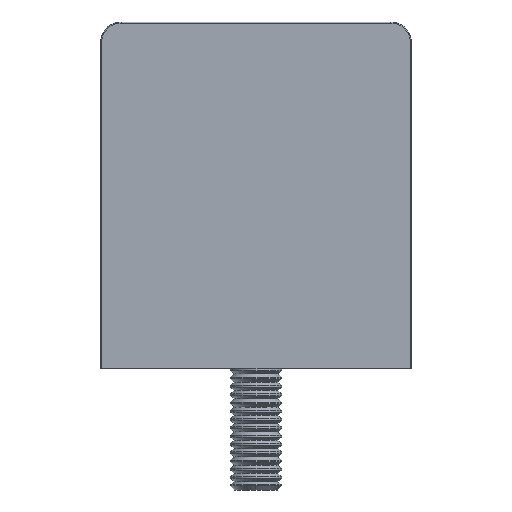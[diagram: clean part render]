
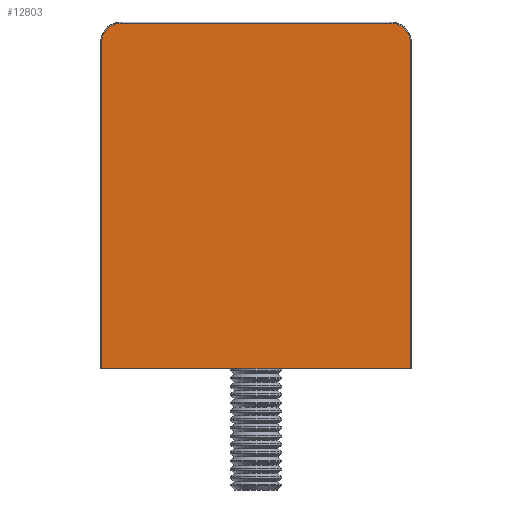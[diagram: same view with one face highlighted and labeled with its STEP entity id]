
A CAD part, left-side view. The second image highlights one B-rep face of the part: STEP entity #12803.
In plain terms, the highlighted planar face has unit normal (-1, 0, 0).
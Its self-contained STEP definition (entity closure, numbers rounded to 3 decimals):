
#514 = CARTESIAN_POINT ( 'NONE',  ( 0., -13., 29.9 ) ) ;
#2687 = LINE ( 'NONE', #31725, #33304 ) ;
#2818 = LINE ( 'NONE', #28532, #4893 ) ;
#3319 = DIRECTION ( 'NONE',  ( -1., 0., 0. ) ) ;
#3681 = DIRECTION ( 'NONE',  ( -1., 0., 0. ) ) ;
#4893 = VECTOR ( 'NONE', #33997, 1000. ) ;
#5194 = VERTEX_POINT ( 'NONE', #26924 ) ;
#5404 = VECTOR ( 'NONE', #20333, 1000. ) ;
#5489 = AXIS2_PLACEMENT_3D ( 'NONE', #30328, #22745, #9161 ) ;
#5976 = AXIS2_PLACEMENT_3D ( 'NONE', #30150, #3319, #32720 ) ;
#6393 = DIRECTION ( 'NONE',  ( 0., 1., 0. ) ) ;
#6572 = EDGE_CURVE ( 'NONE', #5194, #29426, #19004, .T. ) ;
#9161 = DIRECTION ( 'NONE',  ( 0., 0., 1. ) ) ;
#10189 = ORIENTED_EDGE ( 'NONE', *, *, #23213, .F. ) ;
#10452 = CIRCLE ( 'NONE', #29144, 1.9 ) ;
#11974 = FACE_OUTER_BOUND ( 'NONE', #26880, .T. ) ;
#12803 = ADVANCED_FACE ( 'NONE', ( #11974 ), #27658, .T. ) ;
#13411 = LINE ( 'NONE', #25579, #5404 ) ;
#14190 = VECTOR ( 'NONE', #6393, 1000. ) ;
#15829 = VERTEX_POINT ( 'NONE', #514 ) ;
#17590 = ORIENTED_EDGE ( 'NONE', *, *, #21368, .T. ) ;
#18324 = EDGE_CURVE ( 'NONE', #27570, #15829, #10452, .T. ) ;
#18482 = ORIENTED_EDGE ( 'NONE', *, *, #18324, .T. ) ;
#18557 = ORIENTED_EDGE ( 'NONE', *, *, #25562, .T. ) ;
#19004 = CIRCLE ( 'NONE', #5976, 1.9 ) ;
#20333 = DIRECTION ( 'NONE',  ( 0., 0., -1. ) ) ;
#21368 = EDGE_CURVE ( 'NONE', #15829, #5194, #32131, .T. ) ;
#21477 = DIRECTION ( 'NONE',  ( 0., 1., 0. ) ) ;
#22005 = CARTESIAN_POINT ( 'NONE',  ( 0., -13., 28. ) ) ;
#22745 = DIRECTION ( 'NONE',  ( -1., 0., 0. ) ) ;
#23094 = ORIENTED_EDGE ( 'NONE', *, *, #33423, .T. ) ;
#23213 = EDGE_CURVE ( 'NONE', #27668, #33886, #2687, .T. ) ;
#24487 = CARTESIAN_POINT ( 'NONE',  ( 0., 14.9, 28. ) ) ;
#24694 = CARTESIAN_POINT ( 'NONE',  ( 0., -14.9, -3.455 ) ) ;
#25562 = EDGE_CURVE ( 'NONE', #27668, #27570, #2818, .T. ) ;
#25579 = CARTESIAN_POINT ( 'NONE',  ( 0., 14.9, -3.455 ) ) ;
#26880 = EDGE_LOOP ( 'NONE', ( #10189, #18557, #18482, #17590, #27409, #23094 ) ) ;
#26924 = CARTESIAN_POINT ( 'NONE',  ( 0., 13., 29.9 ) ) ;
#27409 = ORIENTED_EDGE ( 'NONE', *, *, #6572, .T. ) ;
#27485 = DIRECTION ( 'NONE',  ( 0., 0., 1. ) ) ;
#27570 = VERTEX_POINT ( 'NONE', #30163 ) ;
#27658 = PLANE ( 'NONE',  #5489 ) ;
#27668 = VERTEX_POINT ( 'NONE', #24694 ) ;
#28532 = CARTESIAN_POINT ( 'NONE',  ( 0., -14.9, 28. ) ) ;
#29144 = AXIS2_PLACEMENT_3D ( 'NONE', #22005, #3681, #27485 ) ;
#29426 = VERTEX_POINT ( 'NONE', #24487 ) ;
#30150 = CARTESIAN_POINT ( 'NONE',  ( 0., 13., 28. ) ) ;
#30163 = CARTESIAN_POINT ( 'NONE',  ( 0., -14.9, 28. ) ) ;
#30328 = CARTESIAN_POINT ( 'NONE',  ( 0., 0., 0. ) ) ;
#31725 = CARTESIAN_POINT ( 'NONE',  ( 0., -15., -3.455 ) ) ;
#32131 = LINE ( 'NONE', #33090, #14190 ) ;
#32720 = DIRECTION ( 'NONE',  ( 0., 0., 1. ) ) ;
#33090 = CARTESIAN_POINT ( 'NONE',  ( 0., 13., 29.9 ) ) ;
#33120 = CARTESIAN_POINT ( 'NONE',  ( 0., 14.9, -3.455 ) ) ;
#33304 = VECTOR ( 'NONE', #21477, 1000. ) ;
#33423 = EDGE_CURVE ( 'NONE', #29426, #33886, #13411, .T. ) ;
#33886 = VERTEX_POINT ( 'NONE', #33120 ) ;
#33997 = DIRECTION ( 'NONE',  ( 0., 0., 1. ) ) ;
